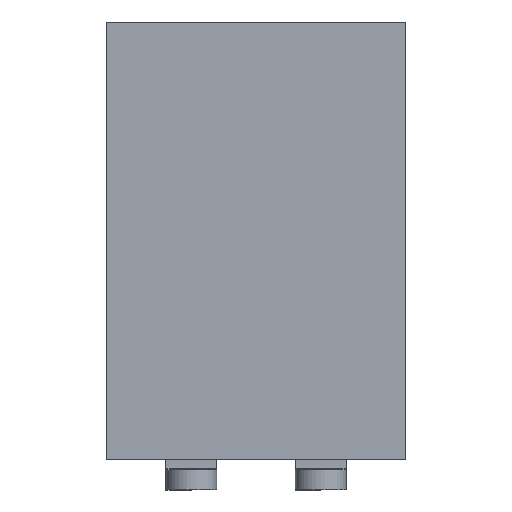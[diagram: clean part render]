
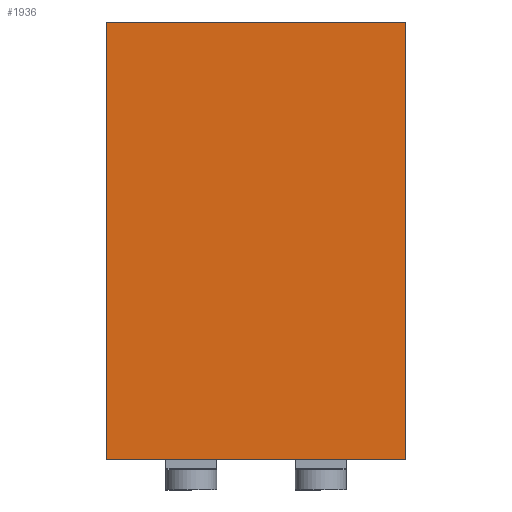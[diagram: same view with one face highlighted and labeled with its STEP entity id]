
A CAD part, front view. The second image highlights one B-rep face of the part: STEP entity #1936.
In plain terms, the highlighted planar face has unit normal (0, -1, 0).
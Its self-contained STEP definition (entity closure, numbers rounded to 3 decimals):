
#227=ORIENTED_EDGE('',*,*,#777,.F.);
#228=ORIENTED_EDGE('',*,*,#788,.F.);
#229=ORIENTED_EDGE('',*,*,#786,.F.);
#230=ORIENTED_EDGE('',*,*,#713,.F.);
#713=EDGE_CURVE('',#999,#1000,#1185,.T.);
#777=EDGE_CURVE('',#1062,#999,#1249,.T.);
#786=EDGE_CURVE('',#1000,#1065,#1258,.T.);
#788=EDGE_CURVE('',#1065,#1062,#1260,.T.);
#999=VERTEX_POINT('',#2784);
#1000=VERTEX_POINT('',#2786);
#1062=VERTEX_POINT('',#2917);
#1065=VERTEX_POINT('',#2926);
#1185=LINE('',#2785,#1411);
#1249=LINE('',#2918,#1475);
#1258=LINE('',#2934,#1484);
#1260=LINE('',#2937,#1486);
#1411=VECTOR('',#2230,1000.);
#1475=VECTOR('',#2306,1000.);
#1484=VECTOR('',#2317,1000.);
#1486=VECTOR('',#2321,1000.);
#1645=EDGE_LOOP('',(#227,#228,#229,#230));
#1757=FACE_BOUND('',#1645,.T.);
#1861=PLANE('',#2067);
#1936=ADVANCED_FACE('',(#1757),#1861,.F.);
#2067=AXIS2_PLACEMENT_3D('',#2941,#2326,#2327);
#2230=DIRECTION('',(1.,0.,0.));
#2306=DIRECTION('',(0.,0.,1.));
#2317=DIRECTION('',(0.,0.,-1.));
#2321=DIRECTION('',(-1.,0.,0.));
#2326=DIRECTION('',(0.,1.,0.));
#2327=DIRECTION('',(0.,0.,1.));
#2784=CARTESIAN_POINT('',(-1.47,-1.55,2.15));
#2785=CARTESIAN_POINT('',(-1.47,-1.55,2.15));
#2786=CARTESIAN_POINT('',(1.47,-1.55,2.15));
#2917=CARTESIAN_POINT('',(-1.47,-1.55,-2.15));
#2918=CARTESIAN_POINT('',(-1.47,-1.55,-2.15));
#2926=CARTESIAN_POINT('',(1.47,-1.55,-2.15));
#2934=CARTESIAN_POINT('',(1.47,-1.55,2.15));
#2937=CARTESIAN_POINT('',(1.47,-1.55,-2.15));
#2941=CARTESIAN_POINT('',(0.,-1.55,0.));
